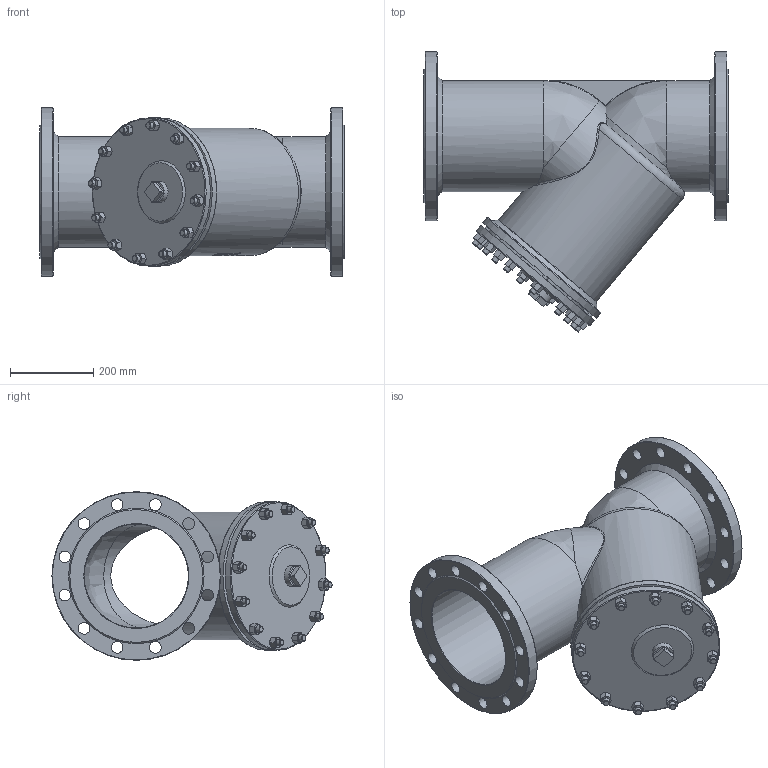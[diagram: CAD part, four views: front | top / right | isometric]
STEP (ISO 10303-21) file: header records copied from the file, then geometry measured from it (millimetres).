
FILE_DESCRIPTION(/* description */ (''),/* implementation_level */ '2;1');
FILE_NAME(/* name */ 'DN250_3D_STEP.stp',/* time_stamp */ '2025-12-18T21:53:12+03:00',/* author */ ('igorr'),/* organization */ (''),/* preprocessor_version */ 'ST-DEVELOPER v20',/* originating_system */ 'Autodesk Inventor 2025',/* authorisation */ '');
FILE_SCHEMA (('AUTOMOTIVE_DESIGN { 1 0 10303 214 3 1 1 }'));
Length unit declared in the file: millimetre
Products named in the file (3): Сборка; Деталь1; ANSI B18.2.4.2M - M16x2
Assembly tree (13 placements, depth 2):
  Сборка
    Деталь1
    ANSI B18.2.4.2M - M16x2  x12
Bounding box: 730 x 672.39 x 405 mm (x, y, z)
Volume: 26637366.5 mm3; surface area: 2052051.9 mm2
Topology: 13 solids, 13 shells, 511 faces, 1197 edges, 732 vertices
Faces by surface type: cone 190, plane 168, cylinder 102, bspline 36, torus 15
Full cylindrical faces by diameter (mm): 13.835 x12, 15 x24, 28 x24, 50 x1, 250 x3, 266 x2, 306 x2, 356 x2, 405 x2
Entity records: 9817 total; most frequent: CARTESIAN_POINT 3116, DIRECTION 1339, ORIENTED_EDGE 1278, EDGE_CURVE 639, AXIS2_PLACEMENT_3D 575, VERTEX_POINT 413, EDGE_LOOP 362, FACE_OUTER_BOUND 258
